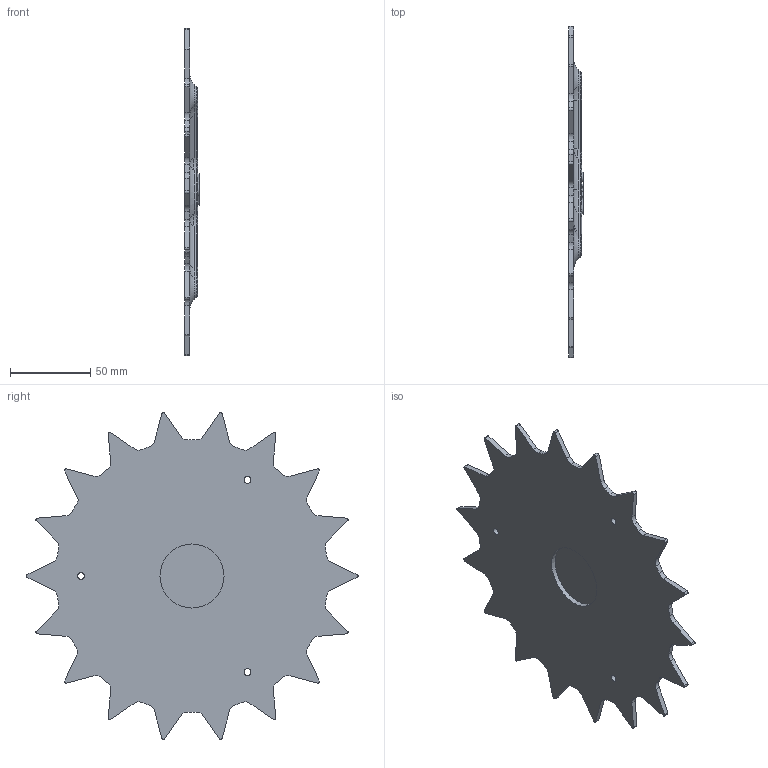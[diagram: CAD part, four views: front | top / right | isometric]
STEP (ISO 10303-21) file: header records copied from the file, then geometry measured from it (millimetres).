
FILE_DESCRIPTION(/* description */ (''),/* implementation_level */ '2;1');
FILE_NAME(/* name */ 'navimow_spikes.step',/* time_stamp */ '2023-07-13T12:45:50+02:00',/* author */ (''),/* organization */ (''),/* preprocessor_version */ 'ST-DEVELOPER v19.2',/* originating_system */ 'Autodesk Translation Framework v12.4.0.73',/* authorisation */ '');
FILE_SCHEMA (('AUTOMOTIVE_DESIGN { 1 0 10303 214 3 1 1 }'));
Length unit declared in the file: millimetre
Products named in the file (1): navimow_spikes
Bounding box: 9 x 207.26 x 204.14 mm (x, y, z)
Volume: 91415.3 mm3; surface area: 57056.7 mm2
Topology: 4 solids, 4 shells, 275 faces, 744 edges, 479 vertices
Faces by surface type: plane 89, cylinder 87, bspline 51, torus 30, cone 15, sphere 3
Full cylindrical faces by diameter (mm): 4.2 x3, 40 x1
Entity records: 9069 total; most frequent: CARTESIAN_POINT 2385, ORIENTED_EDGE 1488, DIRECTION 1326, EDGE_CURVE 744, AXIS2_PLACEMENT_3D 495, VERTEX_POINT 479, LINE 336, VECTOR 336
